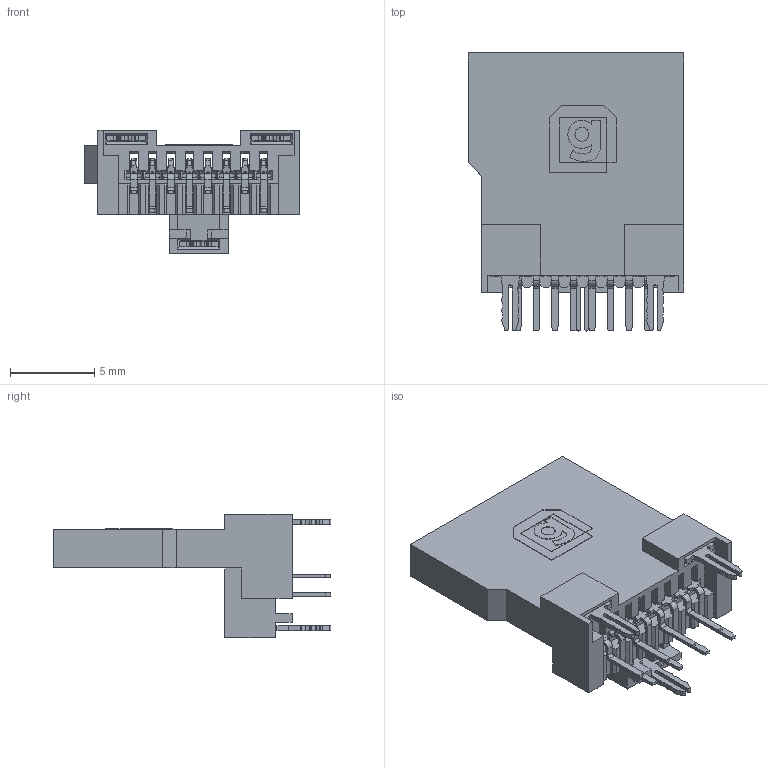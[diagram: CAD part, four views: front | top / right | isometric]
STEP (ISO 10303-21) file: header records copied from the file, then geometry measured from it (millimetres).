
FILE_DESCRIPTION((''),'2;1');
FILE_NAME('MSDV-2008_SW0001','2013-02-14T',('userx'),(''),'PRO/ENGINEER BY PARAMETRIC TECHNOLOGY CORPORATION, 2010280','PRO/ENGINEER BY PARAMETRIC TECHNOLOGY CORPORATION, 2010280','');
FILE_SCHEMA(('CONFIG_CONTROL_DESIGN'));
Length unit declared in the file: millimetre
Products named in the file (1): MSDV-2008_SW0001
Bounding box: 12.8 x 16.48 x 7.35 mm (x, y, z)
Volume: 334.4 mm3; surface area: 1154.2 mm2
Topology: 1 solids, 1 shells, 1449 faces, 4141 edges, 2668 vertices
Faces by surface type: plane 899, cylinder 430, bspline 88, torus 32
Entity records: 49802 total; most frequent: CARTESIAN_POINT 12299, ORIENTED_EDGE 8282, DIRECTION 7247, EDGE_CURVE 4141, VECTOR 3149, LINE 3149, VERTEX_POINT 2668, AXIS2_PLACEMENT_3D 2049
